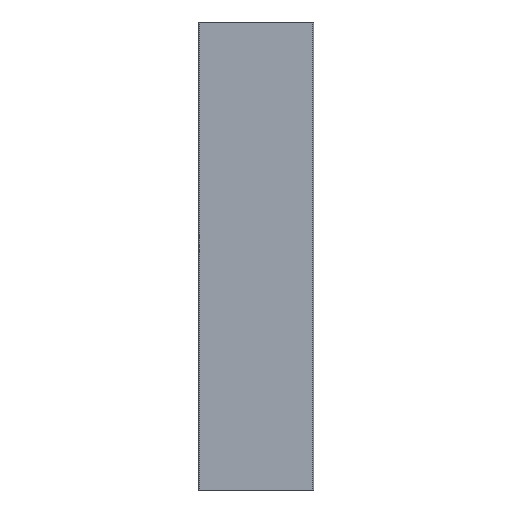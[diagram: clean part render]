
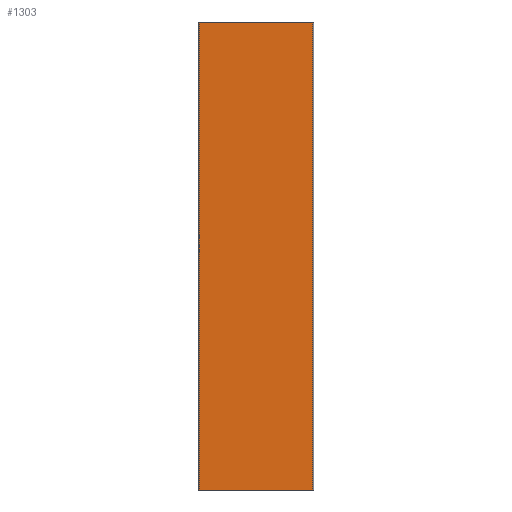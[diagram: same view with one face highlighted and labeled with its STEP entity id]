
A CAD part, front view. The second image highlights one B-rep face of the part: STEP entity #1303.
In plain terms, the highlighted planar face has unit normal (0, -1, 0).
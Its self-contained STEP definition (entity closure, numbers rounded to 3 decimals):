
#115 = CARTESIAN_POINT ( 'NONE',  ( -72.75, 0., 0. ) ) ;
#121 = CARTESIAN_POINT ( 'NONE',  ( -72.75, 0., 600. ) ) ;
#254 = DIRECTION ( 'NONE',  ( 0., 0., -1. ) ) ;
#259 = CARTESIAN_POINT ( 'NONE',  ( 72.75, 0., 600. ) ) ;
#261 = CARTESIAN_POINT ( 'NONE',  ( 72.75, 0., 0. ) ) ;
#265 = DIRECTION ( 'NONE',  ( 0., 0., -1. ) ) ;
#266 = DIRECTION ( 'NONE',  ( 1., 0., 0. ) ) ;
#267 = CARTESIAN_POINT ( 'NONE',  ( -72.75, 0., 600. ) ) ;
#374 = CARTESIAN_POINT ( 'NONE',  ( 72.75, 0., 600. ) ) ;
#375 = DIRECTION ( 'NONE',  ( 1., 0., 0. ) ) ;
#398 = CARTESIAN_POINT ( 'NONE',  ( 72.75, 0., 600. ) ) ;
#406 = PLANE ( 'NONE',  #1135 ) ;
#407 = DIRECTION ( 'NONE',  ( 0., 1., 0. ) ) ;
#408 = DIRECTION ( 'NONE',  ( 0., 0., 1. ) ) ;
#496 = VECTOR ( 'NONE', #375, 1000. ) ;
#542 = VECTOR ( 'NONE', #265, 1000. ) ;
#578 = LINE ( 'NONE', #374, #496 ) ;
#583 = LINE ( 'NONE', #267, #542 ) ;
#608 = EDGE_LOOP ( 'NONE', ( #985, #891, #852, #728 ) ) ;
#633 = VERTEX_POINT ( 'NONE', #1096 ) ;
#651 = VERTEX_POINT ( 'NONE', #1087 ) ;
#668 = VECTOR ( 'NONE', #254, 1000. ) ;
#713 = LINE ( 'NONE', #261, #757 ) ;
#728 = ORIENTED_EDGE ( 'NONE', *, *, #1223, .T. ) ;
#757 = VECTOR ( 'NONE', #266, 1000. ) ;
#852 = ORIENTED_EDGE ( 'NONE', *, *, #1268, .F. ) ;
#877 = LINE ( 'NONE', #259, #668 ) ;
#891 = ORIENTED_EDGE ( 'NONE', *, *, #1220, .F. ) ;
#985 = ORIENTED_EDGE ( 'NONE', *, *, #1221, .T. ) ;
#1012 = VERTEX_POINT ( 'NONE', #115 ) ;
#1020 = VERTEX_POINT ( 'NONE', #121 ) ;
#1037 = FACE_OUTER_BOUND ( 'NONE', #608, .T. ) ;
#1087 = CARTESIAN_POINT ( 'NONE',  ( 72.75, 0., 600. ) ) ;
#1096 = CARTESIAN_POINT ( 'NONE',  ( 72.75, 0., 0. ) ) ;
#1135 = AXIS2_PLACEMENT_3D ( 'NONE', #398, #407, #408 ) ;
#1220 = EDGE_CURVE ( 'NONE', #651, #633, #877, .T. ) ;
#1221 = EDGE_CURVE ( 'NONE', #1012, #633, #713, .T. ) ;
#1223 = EDGE_CURVE ( 'NONE', #1020, #1012, #583, .T. ) ;
#1268 = EDGE_CURVE ( 'NONE', #1020, #651, #578, .T. ) ;
#1303 = ADVANCED_FACE ( 'NONE', ( #1037 ), #406, .F. ) ;
